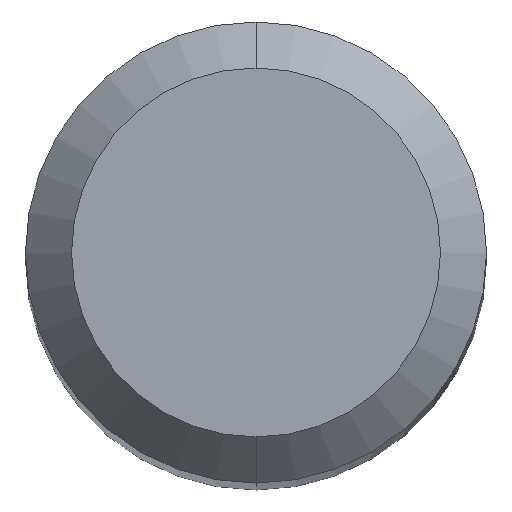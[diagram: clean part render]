
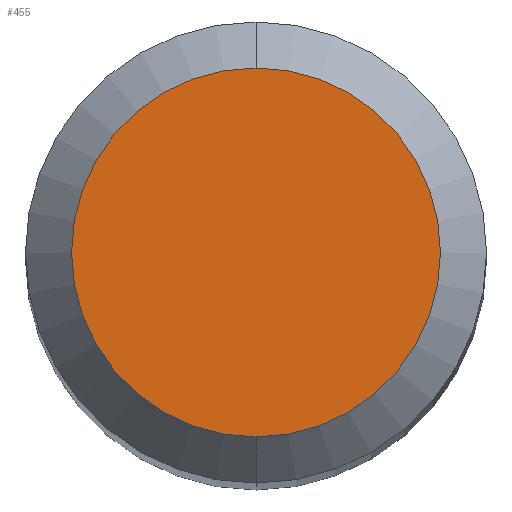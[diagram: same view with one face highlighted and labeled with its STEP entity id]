
A CAD part, top view. The second image highlights one B-rep face of the part: STEP entity #455.
In plain terms, the highlighted planar face has unit normal (0, 0, 1).
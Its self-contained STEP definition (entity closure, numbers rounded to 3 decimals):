
#213=VERTEX_POINT('',#523);
#231=EDGE_CURVE('',#287,#213,#543,.T.);
#287=VERTEX_POINT('',#608);
#445=EDGE_CURVE('',#213,#287,#781,.T.);
#455=ADVANCED_FACE('',(#791),#792,.T.);
#523=CARTESIAN_POINT('',(0.0,1.2,0.0));
#543=CIRCLE('',#959,1.2);
#608=CARTESIAN_POINT('',(0.,-1.2,0.0));
#781=CIRCLE('',#1396,1.2);
#791=FACE_OUTER_BOUND('',#1410,.T.);
#792=PLANE('',#1411);
#959=AXIS2_PLACEMENT_3D('',#1502,#1503,#1504);
#1396=AXIS2_PLACEMENT_3D('',#1792,#1793,#1794);
#1410=EDGE_LOOP('',(#1798,#1799));
#1411=AXIS2_PLACEMENT_3D('',#1800,#1801,#1802);
#1502=CARTESIAN_POINT('',(0.0,0.0,0.0));
#1503=DIRECTION('',(0.0,0.0,-1.0));
#1504=DIRECTION('',(0.0,1.0,0.0));
#1792=CARTESIAN_POINT('',(0.0,0.0,0.0));
#1793=DIRECTION('',(0.0,0.0,-1.0));
#1794=DIRECTION('',(0.0,1.0,0.0));
#1798=ORIENTED_EDGE('',*,*,#445,.F.);
#1799=ORIENTED_EDGE('',*,*,#231,.F.);
#1800=CARTESIAN_POINT('',(0.0,0.6,0.0));
#1801=DIRECTION('',(-0.0,0.0,1.0));
#1802=DIRECTION('',(0.0,-1.0,0.0));
